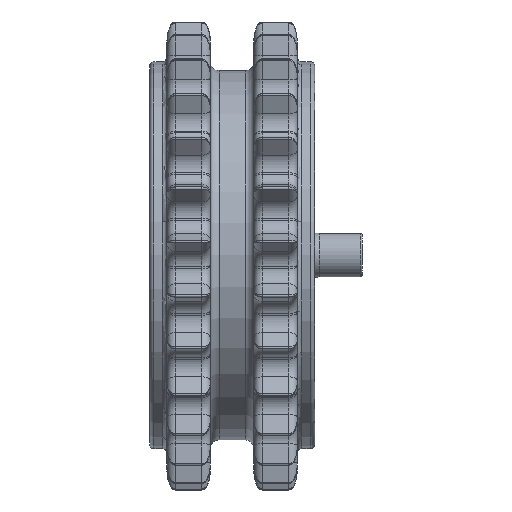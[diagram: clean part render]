
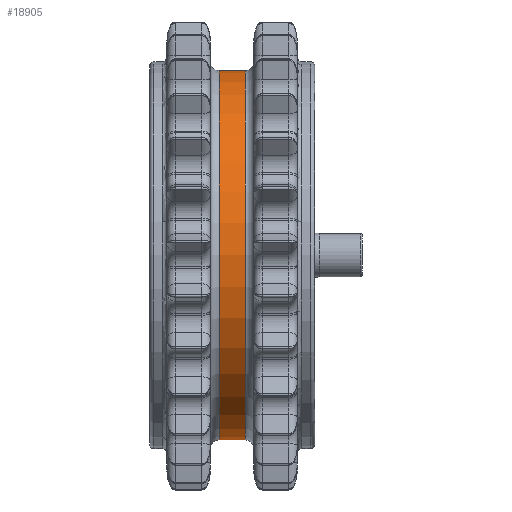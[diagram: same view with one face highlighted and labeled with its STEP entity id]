
A CAD part, left-side view. The second image highlights one B-rep face of the part: STEP entity #18905.
In plain terms, the highlighted cylindrical face has radius 42.5 mm (diameter 85 mm), a partial arc.
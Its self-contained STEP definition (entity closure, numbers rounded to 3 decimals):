
#970 = CARTESIAN_POINT ( 'NONE',  ( 0., 18., -42.5 ) ) ;
#2592 = VECTOR ( 'NONE', #19507, 1000. ) ;
#2991 = VERTEX_POINT ( 'NONE', #36735 ) ;
#3220 = CYLINDRICAL_SURFACE ( 'NONE', #35495, 42.5 ) ;
#3241 = ORIENTED_EDGE ( 'NONE', *, *, #33664, .T. ) ;
#3430 = EDGE_CURVE ( 'NONE', #10934, #2991, #34528, .T. ) ;
#4240 = EDGE_CURVE ( 'NONE', #30338, #2991, #27311, .T. ) ;
#6758 = EDGE_CURVE ( 'NONE', #23613, #30338, #26045, .T. ) ;
#9183 = AXIS2_PLACEMENT_3D ( 'NONE', #21099, #11227, #27433 ) ;
#9361 = FACE_OUTER_BOUND ( 'NONE', #25139, .T. ) ;
#9551 = CARTESIAN_POINT ( 'NONE',  ( 0., 20., 0. ) ) ;
#10934 = VERTEX_POINT ( 'NONE', #14955 ) ;
#11227 = DIRECTION ( 'NONE',  ( 0., 1., 0. ) ) ;
#14955 = CARTESIAN_POINT ( 'NONE',  ( 0., 18., 42.5 ) ) ;
#18905 = ADVANCED_FACE ( 'NONE', ( #9361 ), #3220, .T. ) ;
#19075 = CARTESIAN_POINT ( 'NONE',  ( 0., 20., -42.5 ) ) ;
#19507 = DIRECTION ( 'NONE',  ( 0., -1., 0. ) ) ;
#21099 = CARTESIAN_POINT ( 'NONE',  ( 0., 12., 0. ) ) ;
#22151 = CARTESIAN_POINT ( 'NONE',  ( 0., 20., 42.5 ) ) ;
#22337 = DIRECTION ( 'NONE',  ( 0., -1., 0. ) ) ;
#22924 = DIRECTION ( 'NONE',  ( 0., 0., 1. ) ) ;
#23613 = VERTEX_POINT ( 'NONE', #970 ) ;
#24939 = ORIENTED_EDGE ( 'NONE', *, *, #3430, .F. ) ;
#25139 = EDGE_LOOP ( 'NONE', ( #24939, #3241, #29716, #26518 ) ) ;
#26045 = LINE ( 'NONE', #19075, #2592 ) ;
#26068 = VECTOR ( 'NONE', #22337, 1000. ) ;
#26518 = ORIENTED_EDGE ( 'NONE', *, *, #4240, .T. ) ;
#26614 = CIRCLE ( 'NONE', #27258, 42.5 ) ;
#26718 = DIRECTION ( 'NONE',  ( 0., -1., 0. ) ) ;
#27258 = AXIS2_PLACEMENT_3D ( 'NONE', #29845, #26718, #22924 ) ;
#27311 = CIRCLE ( 'NONE', #9183, 42.5 ) ;
#27433 = DIRECTION ( 'NONE',  ( 0., 0., 1. ) ) ;
#29716 = ORIENTED_EDGE ( 'NONE', *, *, #6758, .T. ) ;
#29845 = CARTESIAN_POINT ( 'NONE',  ( 0., 18., 0. ) ) ;
#30338 = VERTEX_POINT ( 'NONE', #30528 ) ;
#30528 = CARTESIAN_POINT ( 'NONE',  ( 0., 12., -42.5 ) ) ;
#33664 = EDGE_CURVE ( 'NONE', #10934, #23613, #26614, .T. ) ;
#34528 = LINE ( 'NONE', #22151, #26068 ) ;
#35495 = AXIS2_PLACEMENT_3D ( 'NONE', #9551, #41530, #38191 ) ;
#36735 = CARTESIAN_POINT ( 'NONE',  ( 0., 12., 42.5 ) ) ;
#38191 = DIRECTION ( 'NONE',  ( 0., 0., -1. ) ) ;
#41530 = DIRECTION ( 'NONE',  ( 0., -1., 0. ) ) ;
